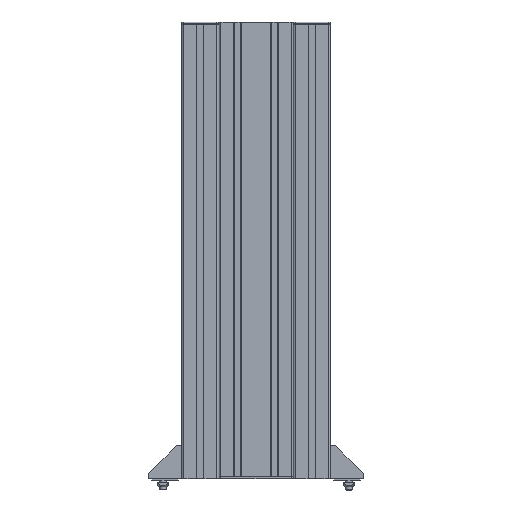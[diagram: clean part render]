
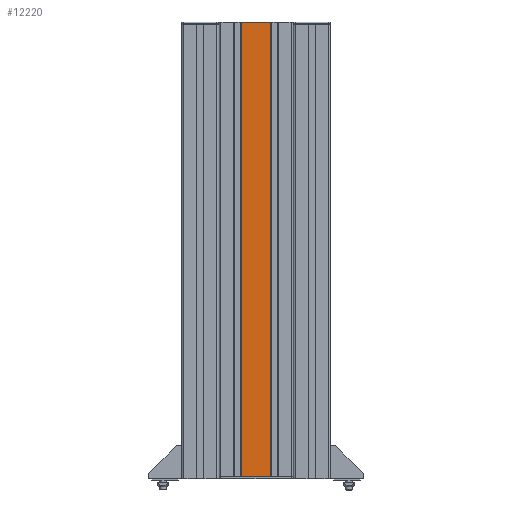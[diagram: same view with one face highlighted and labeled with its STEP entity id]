
A CAD part, left-side view. The second image highlights one B-rep face of the part: STEP entity #12220.
In plain terms, the highlighted planar face has unit normal (-1, 0, 0).
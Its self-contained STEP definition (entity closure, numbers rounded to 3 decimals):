
#1674=LINE('',#21584,#2741);
#1773=LINE('',#21859,#2840);
#1774=LINE('',#21862,#2841);
#1775=LINE('',#21863,#2842);
#2741=VECTOR('',#16479,10.);
#2840=VECTOR('',#16728,10.);
#2841=VECTOR('',#16731,10.);
#2842=VECTOR('',#16732,10.);
#3814=FACE_OUTER_BOUND('',#4464,.T.);
#4464=EDGE_LOOP('',(#10809,#10810,#10811,#10812));
#5976=VERTEX_POINT('',#21581);
#5977=VERTEX_POINT('',#21583);
#6078=VERTEX_POINT('',#21857);
#6079=VERTEX_POINT('',#21861);
#7596=EDGE_CURVE('',#5977,#5976,#1674,.T.);
#7734=EDGE_CURVE('',#5976,#6078,#1773,.T.);
#7735=EDGE_CURVE('',#6078,#6079,#1774,.T.);
#7736=EDGE_CURVE('',#5977,#6079,#1775,.T.);
#10809=ORIENTED_EDGE('',*,*,#7735,.T.);
#10810=ORIENTED_EDGE('',*,*,#7736,.F.);
#10811=ORIENTED_EDGE('',*,*,#7596,.T.);
#10812=ORIENTED_EDGE('',*,*,#7734,.T.);
#11643=PLANE('',#13586);
#12220=ADVANCED_FACE('',(#3814),#11643,.T.);
#13586=AXIS2_PLACEMENT_3D('',#21860,#16729,#16730);
#16479=DIRECTION('',(0.,-1.,0.));
#16728=DIRECTION('',(0.,0.,1.));
#16729=DIRECTION('center_axis',(-1.,0.,0.));
#16730=DIRECTION('ref_axis',(0.,0.,1.));
#16731=DIRECTION('',(0.,1.,0.));
#16732=DIRECTION('',(0.,0.,1.));
#21581=CARTESIAN_POINT('',(-22.5,-18.1,-275.));
#21583=CARTESIAN_POINT('',(-22.5,18.1,-275.));
#21584=CARTESIAN_POINT('',(-22.5,18.1,-275.));
#21857=CARTESIAN_POINT('',(-22.5,-18.1,275.));
#21859=CARTESIAN_POINT('',(-22.5,-18.1,0.));
#21860=CARTESIAN_POINT('Origin',(-22.5,-18.1,0.));
#21861=CARTESIAN_POINT('',(-22.5,18.1,275.));
#21862=CARTESIAN_POINT('',(-22.5,18.1,275.));
#21863=CARTESIAN_POINT('',(-22.5,18.1,0.));
